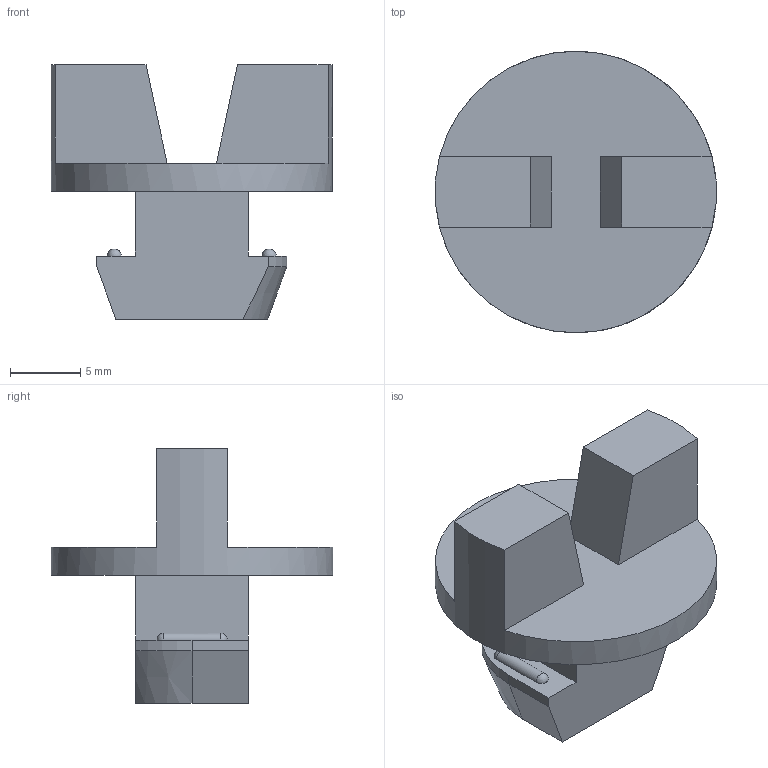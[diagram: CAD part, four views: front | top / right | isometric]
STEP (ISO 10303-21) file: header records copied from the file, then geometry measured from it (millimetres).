
FILE_DESCRIPTION((''),'2;1');
FILE_NAME('623045.stp','2014-03-20T19:49:55',('Honza'),(''),'Autodesk Inventor 2011','Autodesk Inventor 2011','');
FILE_SCHEMA(('AUTOMOTIVE_DESIGN { 1 0 10303 214 1 1 1 1 }'));
Length unit declared in the file: millimetre
Products named in the file (1): 623045
Bounding box: 19.97 x 20 x 18.1 mm (x, y, z)
Volume: 1872.3 mm3; surface area: 1471.4 mm2
Topology: 1 solids, 1 shells, 32 faces, 85 edges, 56 vertices
Faces by surface type: plane 21, cylinder 5, sphere 4, cone 2
Full cylindrical faces by diameter (mm): 20 x1
Entity records: 963 total; most frequent: CARTESIAN_POINT 165, DIRECTION 160, ORIENTED_EDGE 154, EDGE_CURVE 77, VECTOR 56, LINE 56, AXIS2_PLACEMENT_3D 52, VERTEX_POINT 51
